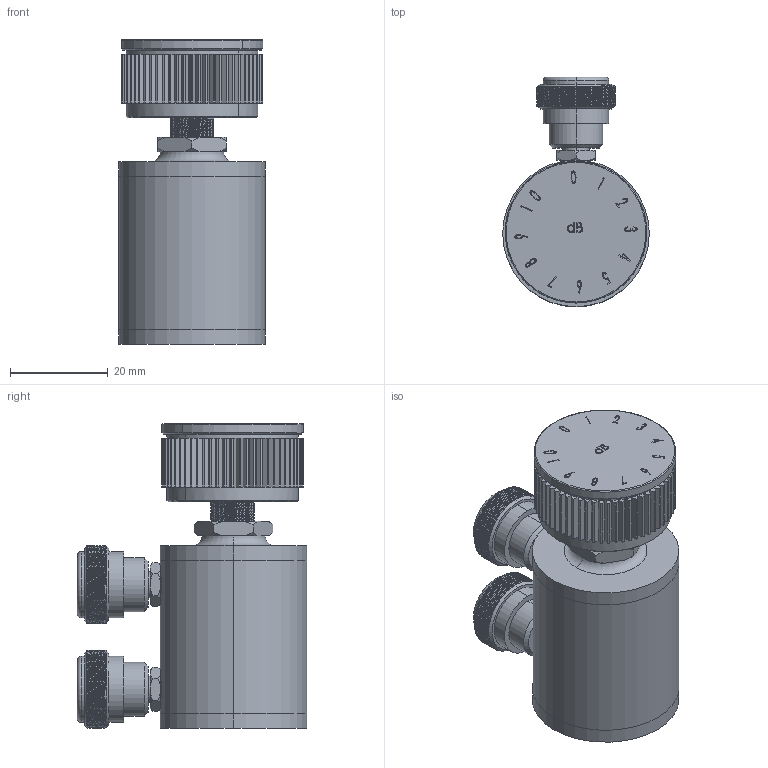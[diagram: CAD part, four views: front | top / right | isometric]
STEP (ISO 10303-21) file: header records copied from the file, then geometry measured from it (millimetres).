
FILE_DESCRIPTION (( 'STEP AP203' ), '1' );
FILE_NAME ('FMAT7439N-10_3D.STEP', '2022-06-21T17:57:21', ( '' ), ( '' ), 'SwSTEP 2.0', 'SolidWorks 2021', '' );
FILE_SCHEMA (( 'CONFIG_CONTROL_DESIGN' ));
Length unit declared in the file: millimetre
Products named in the file (6): RSA_NUT_MA4; RSA-NUT2_MA2; FMAT7439N-10_3D; RSA_KNOB_MA5; RSA_N-F_MA4; RSA_BODY_1_MA4
Assembly tree (7 placements, depth 2):
  FMAT7439N-10_3D
    RSA_BODY_1_MA4
    RSA_NUT_MA4
    RSA-NUT2_MA2  x2
    RSA_N-F_MA4  x2
    RSA_KNOB_MA5
Bounding box: 30 x 47 x 62.42 mm (x, y, z)
Volume: 41508.5 mm3; surface area: 15300.1 mm2
Topology: 10 solids, 10 shells, 781 faces, 1887 edges, 1160 vertices
Faces by surface type: plane 389, cylinder 212, bspline 120, cone 52, torus 8
Entity records: 30496 total; most frequent: CARTESIAN_POINT 15023, ORIENTED_EDGE 3294, DIRECTION 2743, EDGE_CURVE 1647, VERTEX_POINT 1006, AXIS2_PLACEMENT_3D 927, VECTOR 889, LINE 889
